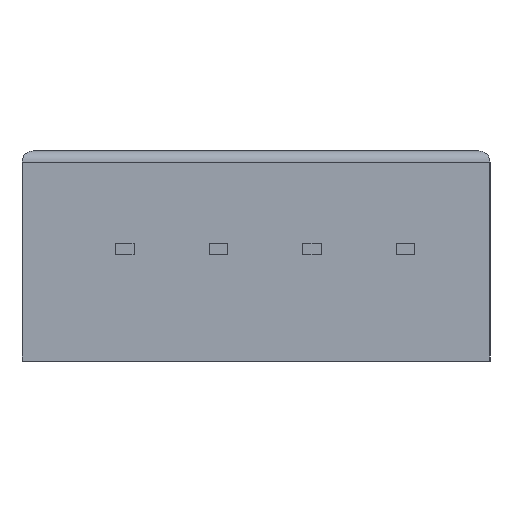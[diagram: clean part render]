
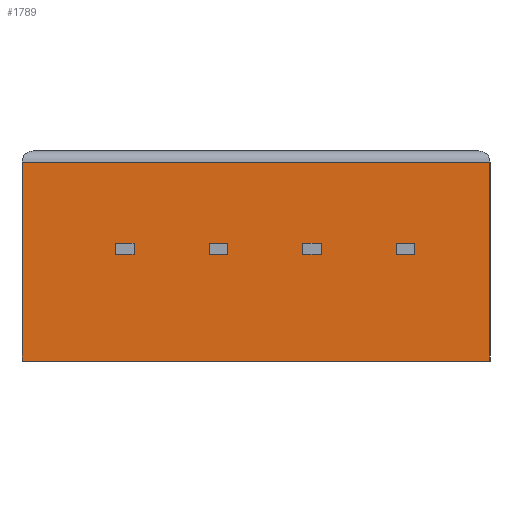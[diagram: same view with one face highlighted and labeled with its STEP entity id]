
A CAD part, left-side view. The second image highlights one B-rep face of the part: STEP entity #1789.
In plain terms, the highlighted planar face has unit normal (-1, 0, 0).
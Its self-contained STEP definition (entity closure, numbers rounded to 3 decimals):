
#1355 = EDGE_CURVE('',#1356,#1358,#1360,.T.);
#1356 = VERTEX_POINT('',#1357);
#1357 = CARTESIAN_POINT('',(-8.,6.35,0.));
#1358 = VERTEX_POINT('',#1359);
#1359 = CARTESIAN_POINT('',(-8.,6.35,5.4));
#1360 = SURFACE_CURVE('',#1361,(#1365,#1377),.PCURVE_S1.);
#1361 = LINE('',#1362,#1363);
#1362 = CARTESIAN_POINT('',(-8.,6.35,0.));
#1363 = VECTOR('',#1364,1.);
#1364 = DIRECTION('',(0.,0.,1.));
#1365 = PCURVE('',#1366,#1371);
#1366 = PLANE('',#1367);
#1367 = AXIS2_PLACEMENT_3D('',#1368,#1369,#1370);
#1368 = CARTESIAN_POINT('',(-8.,6.35,0.));
#1369 = DIRECTION('',(0.,1.,0.));
#1370 = DIRECTION('',(1.,0.,0.));
#1371 = DEFINITIONAL_REPRESENTATION('',(#1372),#1376);
#1372 = LINE('',#1373,#1374);
#1373 = CARTESIAN_POINT('',(0.,0.));
#1374 = VECTOR('',#1375,1.);
#1375 = DIRECTION('',(0.,-1.));
#1376 = ( GEOMETRIC_REPRESENTATION_CONTEXT(2) 
PARAMETRIC_REPRESENTATION_CONTEXT() REPRESENTATION_CONTEXT('2D SPACE',''
  ) );
#1377 = PCURVE('',#1378,#1383);
#1378 = PLANE('',#1379);
#1379 = AXIS2_PLACEMENT_3D('',#1380,#1381,#1382);
#1380 = CARTESIAN_POINT('',(-8.,-6.35,0.));
#1381 = DIRECTION('',(-1.,0.,0.));
#1382 = DIRECTION('',(0.,1.,0.));
#1383 = DEFINITIONAL_REPRESENTATION('',(#1384),#1388);
#1384 = LINE('',#1385,#1386);
#1385 = CARTESIAN_POINT('',(12.7,0.));
#1386 = VECTOR('',#1387,1.);
#1387 = DIRECTION('',(0.,-1.));
#1388 = ( GEOMETRIC_REPRESENTATION_CONTEXT(2) 
PARAMETRIC_REPRESENTATION_CONTEXT() REPRESENTATION_CONTEXT('2D SPACE',''
  ) );
#1778 = PLANE('',#1779);
#1779 = AXIS2_PLACEMENT_3D('',#1780,#1781,#1782);
#1780 = CARTESIAN_POINT('',(0.,0.,0.));
#1781 = DIRECTION('',(-0.,-0.,-1.));
#1782 = DIRECTION('',(-1.,0.,0.));
#1789 = ADVANCED_FACE('',(#1790),#1378,.T.);
#1790 = FACE_BOUND('',#1791,.T.);
#1791 = EDGE_LOOP('',(#1792,#1822,#1848,#1849));
#1792 = ORIENTED_EDGE('',*,*,#1793,.T.);
#1793 = EDGE_CURVE('',#1794,#1796,#1798,.T.);
#1794 = VERTEX_POINT('',#1795);
#1795 = CARTESIAN_POINT('',(-8.,-6.35,0.));
#1796 = VERTEX_POINT('',#1797);
#1797 = CARTESIAN_POINT('',(-8.,-6.35,5.4));
#1798 = SURFACE_CURVE('',#1799,(#1803,#1810),.PCURVE_S1.);
#1799 = LINE('',#1800,#1801);
#1800 = CARTESIAN_POINT('',(-8.,-6.35,0.));
#1801 = VECTOR('',#1802,1.);
#1802 = DIRECTION('',(0.,0.,1.));
#1803 = PCURVE('',#1378,#1804);
#1804 = DEFINITIONAL_REPRESENTATION('',(#1805),#1809);
#1805 = LINE('',#1806,#1807);
#1806 = CARTESIAN_POINT('',(0.,0.));
#1807 = VECTOR('',#1808,1.);
#1808 = DIRECTION('',(0.,-1.));
#1809 = ( GEOMETRIC_REPRESENTATION_CONTEXT(2) 
PARAMETRIC_REPRESENTATION_CONTEXT() REPRESENTATION_CONTEXT('2D SPACE',''
  ) );
#1810 = PCURVE('',#1811,#1816);
#1811 = PLANE('',#1812);
#1812 = AXIS2_PLACEMENT_3D('',#1813,#1814,#1815);
#1813 = CARTESIAN_POINT('',(8.,-6.35,0.));
#1814 = DIRECTION('',(0.,-1.,0.));
#1815 = DIRECTION('',(-1.,0.,0.));
#1816 = DEFINITIONAL_REPRESENTATION('',(#1817),#1821);
#1817 = LINE('',#1818,#1819);
#1818 = CARTESIAN_POINT('',(16.,0.));
#1819 = VECTOR('',#1820,1.);
#1820 = DIRECTION('',(0.,-1.));
#1821 = ( GEOMETRIC_REPRESENTATION_CONTEXT(2) 
PARAMETRIC_REPRESENTATION_CONTEXT() REPRESENTATION_CONTEXT('2D SPACE',''
  ) );
#1822 = ORIENTED_EDGE('',*,*,#1823,.T.);
#1823 = EDGE_CURVE('',#1796,#1358,#1824,.T.);
#1824 = SURFACE_CURVE('',#1825,(#1829,#1836),.PCURVE_S1.);
#1825 = LINE('',#1826,#1827);
#1826 = CARTESIAN_POINT('',(-8.,-6.35,5.4));
#1827 = VECTOR('',#1828,1.);
#1828 = DIRECTION('',(0.,1.,0.));
#1829 = PCURVE('',#1378,#1830);
#1830 = DEFINITIONAL_REPRESENTATION('',(#1831),#1835);
#1831 = LINE('',#1832,#1833);
#1832 = CARTESIAN_POINT('',(0.,-5.4));
#1833 = VECTOR('',#1834,1.);
#1834 = DIRECTION('',(1.,0.));
#1835 = ( GEOMETRIC_REPRESENTATION_CONTEXT(2) 
PARAMETRIC_REPRESENTATION_CONTEXT() REPRESENTATION_CONTEXT('2D SPACE',''
  ) );
#1836 = PCURVE('',#1837,#1842);
#1837 = CYLINDRICAL_SURFACE('',#1838,0.3);
#1838 = AXIS2_PLACEMENT_3D('',#1839,#1840,#1841);
#1839 = CARTESIAN_POINT('',(-7.7,-6.35,5.4));
#1840 = DIRECTION('',(0.,1.,0.));
#1841 = DIRECTION('',(-1.,0.,0.));
#1842 = DEFINITIONAL_REPRESENTATION('',(#1843),#1847);
#1843 = LINE('',#1844,#1845);
#1844 = CARTESIAN_POINT('',(0.,0.));
#1845 = VECTOR('',#1846,1.);
#1846 = DIRECTION('',(0.,1.));
#1847 = ( GEOMETRIC_REPRESENTATION_CONTEXT(2) 
PARAMETRIC_REPRESENTATION_CONTEXT() REPRESENTATION_CONTEXT('2D SPACE',''
  ) );
#1848 = ORIENTED_EDGE('',*,*,#1355,.F.);
#1849 = ORIENTED_EDGE('',*,*,#1850,.F.);
#1850 = EDGE_CURVE('',#1794,#1356,#1851,.T.);
#1851 = SURFACE_CURVE('',#1852,(#1856,#1863),.PCURVE_S1.);
#1852 = LINE('',#1853,#1854);
#1853 = CARTESIAN_POINT('',(-8.,-6.35,0.));
#1854 = VECTOR('',#1855,1.);
#1855 = DIRECTION('',(0.,1.,0.));
#1856 = PCURVE('',#1378,#1857);
#1857 = DEFINITIONAL_REPRESENTATION('',(#1858),#1862);
#1858 = LINE('',#1859,#1860);
#1859 = CARTESIAN_POINT('',(0.,0.));
#1860 = VECTOR('',#1861,1.);
#1861 = DIRECTION('',(1.,0.));
#1862 = ( GEOMETRIC_REPRESENTATION_CONTEXT(2) 
PARAMETRIC_REPRESENTATION_CONTEXT() REPRESENTATION_CONTEXT('2D SPACE',''
  ) );
#1863 = PCURVE('',#1778,#1864);
#1864 = DEFINITIONAL_REPRESENTATION('',(#1865),#1869);
#1865 = LINE('',#1866,#1867);
#1866 = CARTESIAN_POINT('',(8.,-6.35));
#1867 = VECTOR('',#1868,1.);
#1868 = DIRECTION('',(0.,1.));
#1869 = ( GEOMETRIC_REPRESENTATION_CONTEXT(2) 
PARAMETRIC_REPRESENTATION_CONTEXT() REPRESENTATION_CONTEXT('2D SPACE',''
  ) );
